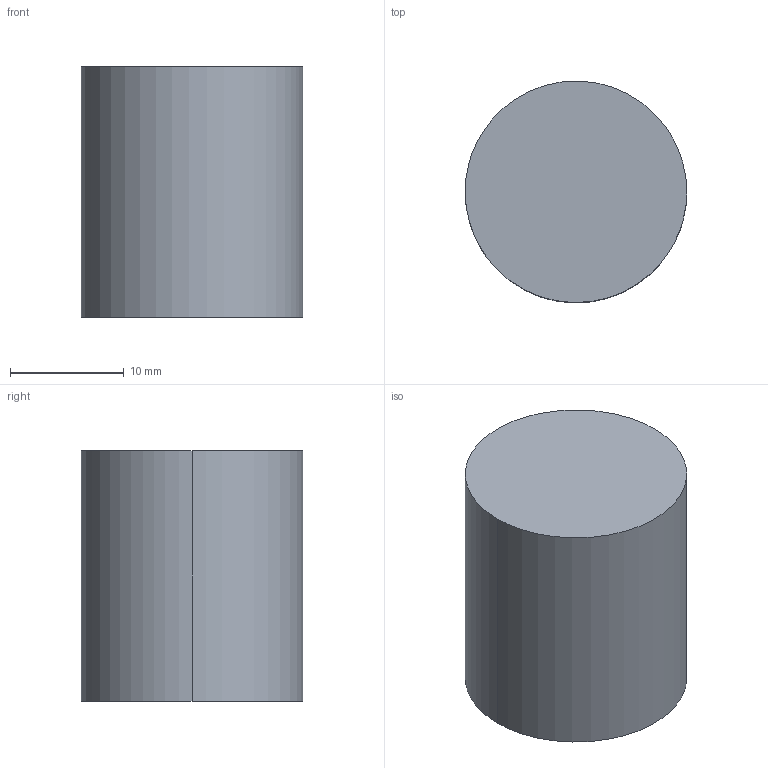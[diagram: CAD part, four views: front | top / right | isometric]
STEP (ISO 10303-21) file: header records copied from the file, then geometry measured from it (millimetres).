
FILE_DESCRIPTION(('Shape Data from Truck'), '2;1');
FILE_NAME('', '2026-02-06 17:42:08.923832800', (('')), (('')), 'truck', '', '');
FILE_SCHEMA(('ISO-10303-042'));
Length unit declared in the file: millimetre
Bounding box: 19.49 x 19.49 x 22 mm (x, y, z)
Volume: 6566 mm3; surface area: 1944.2 mm2
Topology: 1 solids, 1 shells, 4 faces, 6 edges, 4 vertices
Faces by surface type: plane 2, bspline 2
Entity records: 117 total; most frequent: CARTESIAN_POINT 56, ORIENTED_EDGE 12, EDGE_CURVE 6, DIRECTION 6, FACE_SURFACE 4, FACE_BOUND 4, EDGE_LOOP 4, VERTEX_POINT 4
